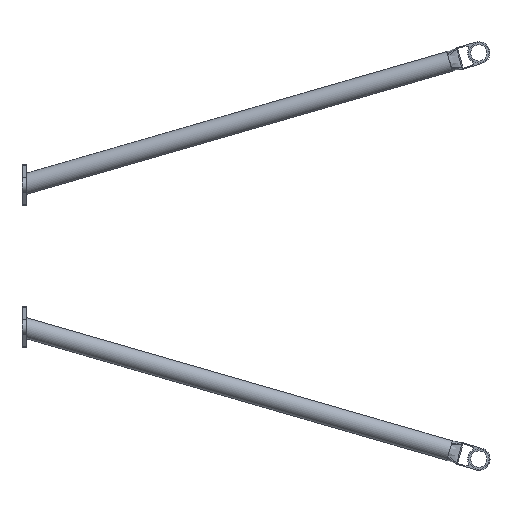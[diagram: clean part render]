
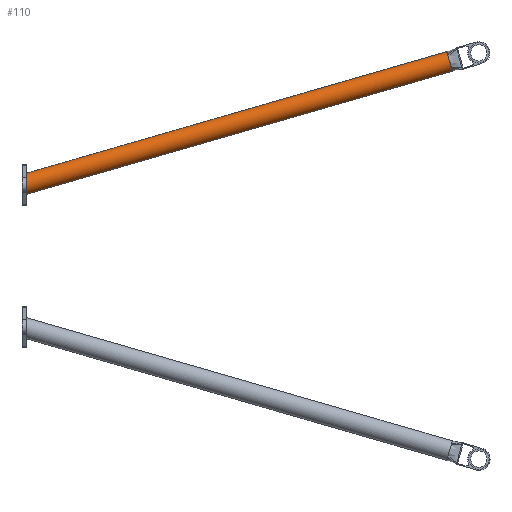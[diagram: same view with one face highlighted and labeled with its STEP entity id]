
A CAD part, left-side view. The second image highlights one B-rep face of the part: STEP entity #110.
In plain terms, the highlighted cylindrical face has radius 10 mm (diameter 20 mm), a partial arc.
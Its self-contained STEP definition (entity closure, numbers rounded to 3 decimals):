
#110 = ADVANCED_FACE ( 'NONE', ( #2850 ), #630, .T. ) ;
#172 = AXIS2_PLACEMENT_3D ( 'NONE', #5130, #4448, #3218 ) ;
#371 = ORIENTED_EDGE ( 'NONE', *, *, #5892, .T. ) ;
#506 = EDGE_CURVE ( 'NONE', #3058, #5973, #5283, .T. ) ;
#568 = DIRECTION ( 'NONE',  ( 0., -0.278, -0.961 ) ) ;
#630 = CYLINDRICAL_SURFACE ( 'NONE', #172, 10. ) ;
#870 = EDGE_CURVE ( 'NONE', #3513, #2074, #5149, .T. ) ;
#1204 = CARTESIAN_POINT ( 'NONE',  ( -150., 28.821, 191.674 ) ) ;
#1286 = CIRCLE ( 'NONE', #3456, 10. ) ;
#1318 = CIRCLE ( 'NONE', #2392, 10. ) ;
#1556 = DIRECTION ( 'NONE',  ( 0., -0.278, -0.961 ) ) ;
#1901 = VERTEX_POINT ( 'NONE', #5835 ) ;
#1915 = CARTESIAN_POINT ( 'NONE',  ( -170., 446., 60.747 ) ) ;
#1918 =( BOUNDED_CURVE ( )  B_SPLINE_CURVE ( 3, ( #2548, #1915, #3826, #3946 ),
 .UNSPECIFIED., .F., .F. ) 
 B_SPLINE_CURVE_WITH_KNOTS ( ( 4, 4 ),
 ( 3.142, 6.283 ),
 .UNSPECIFIED. ) 
 CURVE ( )  GEOMETRIC_REPRESENTATION_ITEM ( )  RATIONAL_B_SPLINE_CURVE ( ( 1., 0.333, 0.333, 1. ) ) 
 REPRESENTATION_ITEM ( '' )  );
#1973 = CIRCLE ( 'NONE', #2792, 10. ) ;
#2074 = VERTEX_POINT ( 'NONE', #2822 ) ;
#2240 = DIRECTION ( 'NONE',  ( 0., 0.961, -0.278 ) ) ;
#2392 = AXIS2_PLACEMENT_3D ( 'NONE', #3514, #6760, #1556 ) ;
#2548 = CARTESIAN_POINT ( 'NONE',  ( -150., 446., 60.747 ) ) ;
#2630 = VECTOR ( 'NONE', #3336, 1000. ) ;
#2787 = CARTESIAN_POINT ( 'NONE',  ( -150., 446., 60.747 ) ) ;
#2792 = AXIS2_PLACEMENT_3D ( 'NONE', #1204, #5572, #568 ) ;
#2822 = CARTESIAN_POINT ( 'NONE',  ( -150., 31.597, 201.28 ) ) ;
#2850 = FACE_OUTER_BOUND ( 'NONE', #5452, .T. ) ;
#3058 = VERTEX_POINT ( 'NONE', #2787 ) ;
#3218 = DIRECTION ( 'NONE',  ( 0., -0.278, -0.961 ) ) ;
#3336 = DIRECTION ( 'NONE',  ( 0., -0.961, 0.278 ) ) ;
#3456 = AXIS2_PLACEMENT_3D ( 'NONE', #6136, #2240, #7409 ) ;
#3513 = VERTEX_POINT ( 'NONE', #3539 ) ;
#3514 = CARTESIAN_POINT ( 'NONE',  ( -150., 28.821, 191.674 ) ) ;
#3539 = CARTESIAN_POINT ( 'NONE',  ( -150., 446., 81.564 ) ) ;
#3826 = CARTESIAN_POINT ( 'NONE',  ( -170., 446., 81.564 ) ) ;
#3836 = DIRECTION ( 'NONE',  ( 0., -0.961, 0.278 ) ) ;
#3946 = CARTESIAN_POINT ( 'NONE',  ( -150., 446., 81.564 ) ) ;
#4067 = ORIENTED_EDGE ( 'NONE', *, *, #6895, .F. ) ;
#4448 = DIRECTION ( 'NONE',  ( 0., -0.961, 0.278 ) ) ;
#4520 = EDGE_CURVE ( 'NONE', #1901, #2074, #1286, .T. ) ;
#4811 = VECTOR ( 'NONE', #3836, 1000. ) ;
#5130 = CARTESIAN_POINT ( 'NONE',  ( -150., 0., 200. ) ) ;
#5149 = LINE ( 'NONE', #6450, #4811 ) ;
#5283 = LINE ( 'NONE', #5794, #2630 ) ;
#5316 = EDGE_CURVE ( 'NONE', #5973, #6319, #1973, .T. ) ;
#5452 = EDGE_LOOP ( 'NONE', ( #5906, #4067, #6317, #7617, #371, #6989 ) ) ;
#5572 = DIRECTION ( 'NONE',  ( 0., 0.961, -0.278 ) ) ;
#5794 = CARTESIAN_POINT ( 'NONE',  ( -150., -2.775, 190.393 ) ) ;
#5835 = CARTESIAN_POINT ( 'NONE',  ( -157.071, 30.784, 198.467 ) ) ;
#5892 = EDGE_CURVE ( 'NONE', #6319, #1901, #1318, .T. ) ;
#5906 = ORIENTED_EDGE ( 'NONE', *, *, #870, .F. ) ;
#5973 = VERTEX_POINT ( 'NONE', #6085 ) ;
#6085 = CARTESIAN_POINT ( 'NONE',  ( -150., 26.046, 182.068 ) ) ;
#6136 = CARTESIAN_POINT ( 'NONE',  ( -150., 28.821, 191.674 ) ) ;
#6317 = ORIENTED_EDGE ( 'NONE', *, *, #506, .T. ) ;
#6319 = VERTEX_POINT ( 'NONE', #7431 ) ;
#6450 = CARTESIAN_POINT ( 'NONE',  ( -150., 2.775, 209.607 ) ) ;
#6760 = DIRECTION ( 'NONE',  ( 0., 0.961, -0.278 ) ) ;
#6895 = EDGE_CURVE ( 'NONE', #3058, #3513, #1918, .T. ) ;
#6989 = ORIENTED_EDGE ( 'NONE', *, *, #4520, .T. ) ;
#7409 = DIRECTION ( 'NONE',  ( 0., -0.278, -0.961 ) ) ;
#7431 = CARTESIAN_POINT ( 'NONE',  ( -157.071, 26.859, 184.881 ) ) ;
#7617 = ORIENTED_EDGE ( 'NONE', *, *, #5316, .T. ) ;
